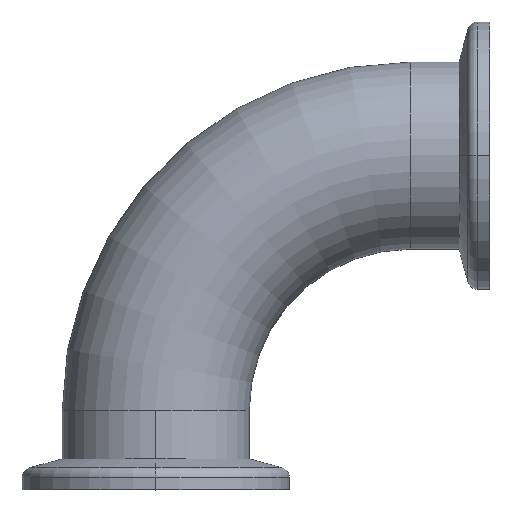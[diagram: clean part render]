
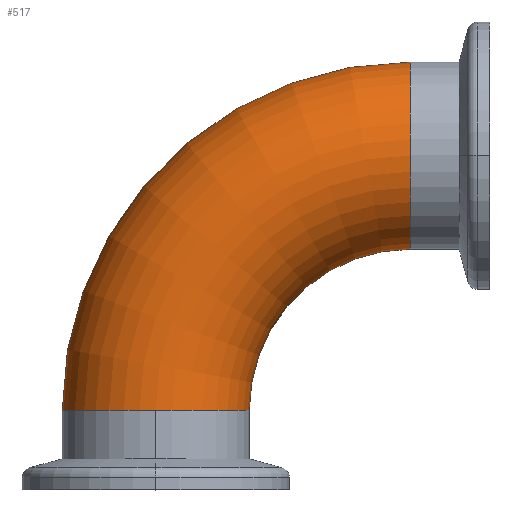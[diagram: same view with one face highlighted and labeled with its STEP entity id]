
A CAD part, top view. The second image highlights one B-rep face of the part: STEP entity #517.
In plain terms, the highlighted toroidal (fillet/blend) face has major radius 38.1 mm and minor radius 14 mm.
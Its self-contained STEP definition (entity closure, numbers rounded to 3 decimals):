
#6 = ORIENTED_EDGE ( 'NONE', *, *, #352, .F. ) ;
#35 = EDGE_CURVE ( 'NONE', #92, #782, #478, .T. ) ;
#55 = VERTEX_POINT ( 'NONE', #660 ) ;
#64 = DIRECTION ( 'NONE',  ( 1., 0., 0. ) ) ;
#71 = DIRECTION ( 'NONE',  ( -1., 0., 0. ) ) ;
#78 = VERTEX_POINT ( 'NONE', #874 ) ;
#92 = VERTEX_POINT ( 'NONE', #912 ) ;
#111 = DIRECTION ( 'NONE',  ( 0., 0., 1. ) ) ;
#136 = DIRECTION ( 'NONE',  ( 0., 1., 0. ) ) ;
#149 = TOROIDAL_SURFACE ( 'NONE', #564, 38.1, 14. ) ;
#181 = FACE_OUTER_BOUND ( 'NONE', #826, .T. ) ;
#185 = CARTESIAN_POINT ( 'NONE',  ( 38.1, 8.4, 0. ) ) ;
#190 = EDGE_CURVE ( 'NONE', #55, #92, #729, .T. ) ;
#205 = CIRCLE ( 'NONE', #787, 52.1 ) ;
#250 = DIRECTION ( 'NONE',  ( 0., 0., -1. ) ) ;
#281 = DIRECTION ( 'NONE',  ( 0., 1., 0. ) ) ;
#318 = CARTESIAN_POINT ( 'NONE',  ( 14., 8.4, 0. ) ) ;
#331 = EDGE_CURVE ( 'NONE', #764, #78, #953, .T. ) ;
#338 = AXIS2_PLACEMENT_3D ( 'NONE', #415, #250, #71 ) ;
#343 = AXIS2_PLACEMENT_3D ( 'NONE', #843, #136, #552 ) ;
#352 = EDGE_CURVE ( 'NONE', #55, #764, #205, .T. ) ;
#415 = CARTESIAN_POINT ( 'NONE',  ( 38.1, 8.4, 0. ) ) ;
#433 = ORIENTED_EDGE ( 'NONE', *, *, #837, .T. ) ;
#478 = CIRCLE ( 'NONE', #680, 14. ) ;
#491 = AXIS2_PLACEMENT_3D ( 'NONE', #492, #64, #111 ) ;
#492 = CARTESIAN_POINT ( 'NONE',  ( 38.1, 46.5, 0. ) ) ;
#517 = ADVANCED_FACE ( 'NONE', ( #181 ), #149, .T. ) ;
#552 = DIRECTION ( 'NONE',  ( 0., 0., 1. ) ) ;
#564 = AXIS2_PLACEMENT_3D ( 'NONE', #860, #638, #778 ) ;
#634 = DIRECTION ( 'NONE',  ( -1., 0., 0. ) ) ;
#638 = DIRECTION ( 'NONE',  ( 0., 0., -1. ) ) ;
#660 = CARTESIAN_POINT ( 'NONE',  ( -14., 8.4, 0. ) ) ;
#680 = AXIS2_PLACEMENT_3D ( 'NONE', #904, #281, #715 ) ;
#713 = DIRECTION ( 'NONE',  ( 0., 0., -1. ) ) ;
#715 = DIRECTION ( 'NONE',  ( 0., 0., 1. ) ) ;
#729 = CIRCLE ( 'NONE', #343, 14. ) ;
#753 = ORIENTED_EDGE ( 'NONE', *, *, #190, .T. ) ;
#764 = VERTEX_POINT ( 'NONE', #900 ) ;
#778 = DIRECTION ( 'NONE',  ( -1., 0., 0. ) ) ;
#782 = VERTEX_POINT ( 'NONE', #318 ) ;
#787 = AXIS2_PLACEMENT_3D ( 'NONE', #185, #713, #634 ) ;
#826 = EDGE_LOOP ( 'NONE', ( #6, #753, #858, #433, #848 ) ) ;
#837 = EDGE_CURVE ( 'NONE', #782, #78, #931, .T. ) ;
#843 = CARTESIAN_POINT ( 'NONE',  ( 0., 8.4, 0. ) ) ;
#848 = ORIENTED_EDGE ( 'NONE', *, *, #331, .F. ) ;
#858 = ORIENTED_EDGE ( 'NONE', *, *, #35, .T. ) ;
#860 = CARTESIAN_POINT ( 'NONE',  ( 38.1, 8.4, 0. ) ) ;
#874 = CARTESIAN_POINT ( 'NONE',  ( 38.1, 32.5, 0. ) ) ;
#900 = CARTESIAN_POINT ( 'NONE',  ( 38.1, 60.5, 0. ) ) ;
#904 = CARTESIAN_POINT ( 'NONE',  ( 0., 8.4, 0. ) ) ;
#912 = CARTESIAN_POINT ( 'NONE',  ( 0., 8.4, 14. ) ) ;
#931 = CIRCLE ( 'NONE', #338, 24.1 ) ;
#953 = CIRCLE ( 'NONE', #491, 14. ) ;
